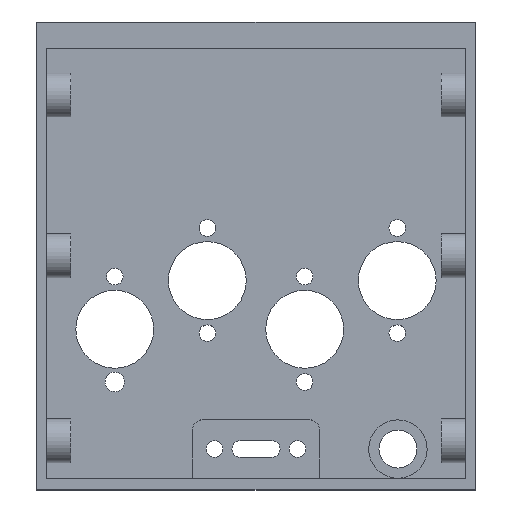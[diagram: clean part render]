
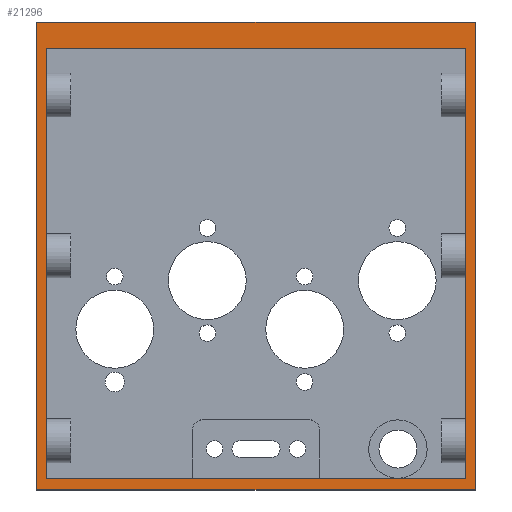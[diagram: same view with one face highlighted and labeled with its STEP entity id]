
A CAD part, top view. The second image highlights one B-rep face of the part: STEP entity #21296.
In plain terms, the highlighted planar face has unit normal (0, 0, 1).
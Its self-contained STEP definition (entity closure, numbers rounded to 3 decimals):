
#217=FACE_BOUND('',#4666,.T.);
#3426=FACE_OUTER_BOUND('',#4665,.T.);
#4665=EDGE_LOOP('',(#19647,#19648,#19649,#19650));
#4666=EDGE_LOOP('',(#19651,#19652,#19653,#19654));
#6371=LINE('',#42466,#8110);
#6376=LINE('',#42477,#8115);
#6378=LINE('',#42481,#8117);
#6380=LINE('',#42484,#8119);
#6382=LINE('',#42489,#8121);
#6384=LINE('',#42493,#8123);
#6386=LINE('',#42497,#8125);
#6388=LINE('',#42500,#8127);
#8110=VECTOR('',#24638,10.);
#8115=VECTOR('',#24653,10.);
#8117=VECTOR('',#24657,10.);
#8119=VECTOR('',#24661,10.);
#8121=VECTOR('',#24665,10.);
#8123=VECTOR('',#24669,10.);
#8125=VECTOR('',#24673,10.);
#8127=VECTOR('',#24677,10.);
#10230=VERTEX_POINT('',#42463);
#10231=VERTEX_POINT('',#42465);
#10232=VERTEX_POINT('',#42476);
#10233=VERTEX_POINT('',#42480);
#10234=VERTEX_POINT('',#42486);
#10235=VERTEX_POINT('',#42488);
#10236=VERTEX_POINT('',#42492);
#10237=VERTEX_POINT('',#42496);
#13365=EDGE_CURVE('',#10231,#10230,#6371,.T.);
#13370=EDGE_CURVE('',#10232,#10231,#6376,.T.);
#13372=EDGE_CURVE('',#10230,#10233,#6378,.T.);
#13374=EDGE_CURVE('',#10233,#10232,#6380,.T.);
#13376=EDGE_CURVE('',#10235,#10234,#6382,.T.);
#13378=EDGE_CURVE('',#10236,#10235,#6384,.T.);
#13380=EDGE_CURVE('',#10237,#10236,#6386,.T.);
#13382=EDGE_CURVE('',#10234,#10237,#6388,.T.);
#19647=ORIENTED_EDGE('',*,*,#13382,.T.);
#19648=ORIENTED_EDGE('',*,*,#13380,.T.);
#19649=ORIENTED_EDGE('',*,*,#13378,.T.);
#19650=ORIENTED_EDGE('',*,*,#13376,.T.);
#19651=ORIENTED_EDGE('',*,*,#13370,.T.);
#19652=ORIENTED_EDGE('',*,*,#13365,.T.);
#19653=ORIENTED_EDGE('',*,*,#13372,.T.);
#19654=ORIENTED_EDGE('',*,*,#13374,.T.);
#20150=PLANE('',#21886);
#21296=ADVANCED_FACE('',(#3426,#217),#20150,.T.);
#21886=AXIS2_PLACEMENT_3D('',#42501,#24678,#24679);
#24638=DIRECTION('',(-1.,0.,0.));
#24653=DIRECTION('',(0.,-1.,0.));
#24657=DIRECTION('',(0.,1.,0.));
#24661=DIRECTION('',(1.,0.,0.));
#24665=DIRECTION('',(-1.,0.,0.));
#24669=DIRECTION('',(0.,1.,0.));
#24673=DIRECTION('',(1.,0.,0.));
#24677=DIRECTION('',(0.,-1.,0.));
#24678=DIRECTION('center_axis',(0.,0.,1.));
#24679=DIRECTION('ref_axis',(1.,0.,0.));
#42463=CARTESIAN_POINT('',(2.,2.4,1.));
#42465=CARTESIAN_POINT('',(88.,2.4,1.));
#42466=CARTESIAN_POINT('',(2.4,2.4,1.));
#42476=CARTESIAN_POINT('',(88.,90.586,1.));
#42477=CARTESIAN_POINT('',(88.,2.4,1.));
#42480=CARTESIAN_POINT('',(2.,90.586,1.));
#42481=CARTESIAN_POINT('',(2.,90.586,1.));
#42484=CARTESIAN_POINT('',(88.,90.586,1.));
#42486=CARTESIAN_POINT('',(0.,96.102,1.));
#42488=CARTESIAN_POINT('',(90.,96.102,1.));
#42489=CARTESIAN_POINT('',(90.,96.102,1.));
#42492=CARTESIAN_POINT('',(90.,0.,1.));
#42493=CARTESIAN_POINT('',(90.,0.,1.));
#42496=CARTESIAN_POINT('',(0.,0.,1.));
#42497=CARTESIAN_POINT('',(0.,0.,1.));
#42500=CARTESIAN_POINT('',(0.,96.102,1.));
#42501=CARTESIAN_POINT('Origin',(45.,48.051,1.));
